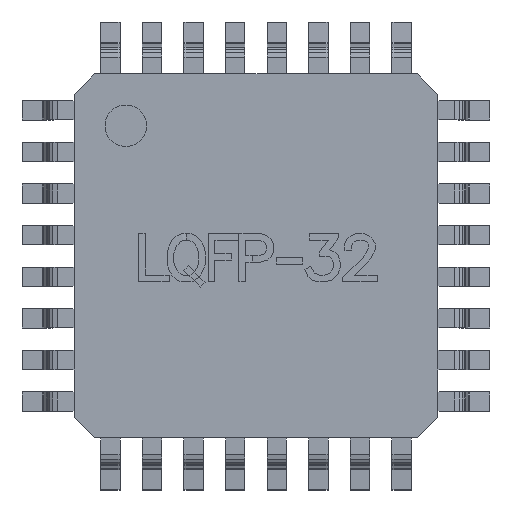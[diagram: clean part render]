
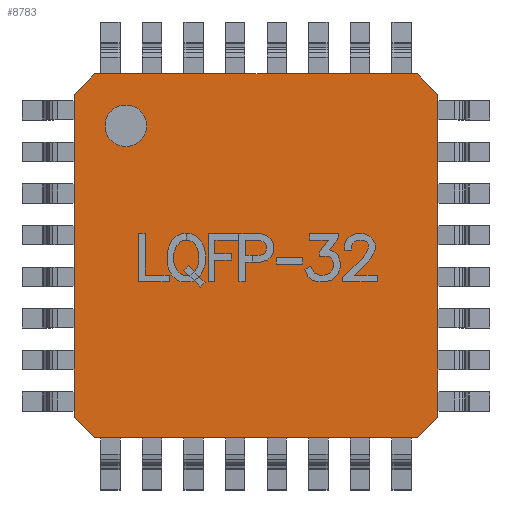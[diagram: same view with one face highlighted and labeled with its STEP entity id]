
A CAD part, top view. The second image highlights one B-rep face of the part: STEP entity #8783.
In plain terms, the highlighted planar face has unit normal (0, 0, 1).
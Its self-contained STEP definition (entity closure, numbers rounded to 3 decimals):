
#266 = DIRECTION ( 'NONE',  ( 0., 0., 1. ) ) ;
#306 = CARTESIAN_POINT ( 'NONE',  ( 3.5, 3.1, 1.55 ) ) ;
#381 = AXIS2_PLACEMENT_3D ( 'NONE', #3694, #266, #5383 ) ;
#466 = VERTEX_POINT ( 'NONE', #5473 ) ;
#572 = VERTEX_POINT ( 'NONE', #306 ) ;
#642 = CARTESIAN_POINT ( 'NONE',  ( -3.1, 3.5, 1.55 ) ) ;
#760 = DIRECTION ( 'NONE',  ( 0., 1., 0. ) ) ;
#1132 = VECTOR ( 'NONE', #760, 1000. ) ;
#1398 = EDGE_CURVE ( 'NONE', #8255, #466, #4032, .T. ) ;
#1411 = CARTESIAN_POINT ( 'NONE',  ( 3.1, -3.5, 1.55 ) ) ;
#2241 = CARTESIAN_POINT ( 'NONE',  ( -3.1, -3.5, 1.55 ) ) ;
#2450 = ORIENTED_EDGE ( 'NONE', *, *, #4710, .T. ) ;
#2732 = VECTOR ( 'NONE', #7707, 1000. ) ;
#3156 = CARTESIAN_POINT ( 'NONE',  ( -3.5, -3.1, 1.55 ) ) ;
#3694 = CARTESIAN_POINT ( 'NONE',  ( -3.1, -3.5, 1.55 ) ) ;
#4029 = ORIENTED_EDGE ( 'NONE', *, *, #1398, .T. ) ;
#4032 = LINE ( 'NONE', #6688, #9110 ) ;
#4043 = VERTEX_POINT ( 'NONE', #2241 ) ;
#4074 = DIRECTION ( 'NONE',  ( 1., 0., 0. ) ) ;
#4086 = DIRECTION ( 'NONE',  ( -0.707, 0.707, 0. ) ) ;
#4112 = EDGE_CURVE ( 'NONE', #572, #6286, #9744, .T. ) ;
#4122 = LINE ( 'NONE', #9279, #2732 ) ;
#4304 = ORIENTED_EDGE ( 'NONE', *, *, #9618, .F. ) ;
#4545 = PLANE ( 'NONE',  #381 ) ;
#4710 = EDGE_CURVE ( 'NONE', #10522, #4043, #4821, .T. ) ;
#4821 = LINE ( 'NONE', #9077, #6676 ) ;
#4835 = EDGE_CURVE ( 'NONE', #5499, #6286, #9866, .T. ) ;
#4875 = CARTESIAN_POINT ( 'NONE',  ( -3.1, 3.5, 1.55 ) ) ;
#5380 = EDGE_CURVE ( 'NONE', #8255, #4043, #10861, .T. ) ;
#5383 = DIRECTION ( 'NONE',  ( 1., 0., 0. ) ) ;
#5473 = CARTESIAN_POINT ( 'NONE',  ( 3.5, -3.1, 1.55 ) ) ;
#5499 = VERTEX_POINT ( 'NONE', #642 ) ;
#5546 = CARTESIAN_POINT ( 'NONE',  ( 3.1, -3.5, 1.55 ) ) ;
#5593 = EDGE_CURVE ( 'NONE', #572, #466, #4122, .T. ) ;
#5723 = LINE ( 'NONE', #7434, #1132 ) ;
#5951 = ORIENTED_EDGE ( 'NONE', *, *, #6459, .F. ) ;
#6286 = VERTEX_POINT ( 'NONE', #6445 ) ;
#6445 = CARTESIAN_POINT ( 'NONE',  ( 3.1, 3.5, 1.55 ) ) ;
#6459 = EDGE_CURVE ( 'NONE', #10522, #6809, #5723, .T. ) ;
#6676 = VECTOR ( 'NONE', #10456, 1000. ) ;
#6688 = CARTESIAN_POINT ( 'NONE',  ( 3.1, -3.5, 1.55 ) ) ;
#6809 = VERTEX_POINT ( 'NONE', #7103 ) ;
#7038 = ORIENTED_EDGE ( 'NONE', *, *, #4835, .F. ) ;
#7097 = LINE ( 'NONE', #10584, #9336 ) ;
#7103 = CARTESIAN_POINT ( 'NONE',  ( -3.5, 3.1, 1.55 ) ) ;
#7215 = VECTOR ( 'NONE', #8280, 1000. ) ;
#7371 = ORIENTED_EDGE ( 'NONE', *, *, #5380, .F. ) ;
#7434 = CARTESIAN_POINT ( 'NONE',  ( -3.5, -3.1, 1.55 ) ) ;
#7455 = ORIENTED_EDGE ( 'NONE', *, *, #5593, .F. ) ;
#7707 = DIRECTION ( 'NONE',  ( 0., -1., 0. ) ) ;
#8112 = VECTOR ( 'NONE', #4074, 1000. ) ;
#8255 = VERTEX_POINT ( 'NONE', #1411 ) ;
#8280 = DIRECTION ( 'NONE',  ( -1., 0., 0. ) ) ;
#8682 = FACE_OUTER_BOUND ( 'NONE', #10113, .T. ) ;
#8783 = ADVANCED_FACE ( 'NONE', ( #8682 ), #4545, .T. ) ;
#8832 = DIRECTION ( 'NONE',  ( 0.707, 0.707, 0. ) ) ;
#9077 = CARTESIAN_POINT ( 'NONE',  ( -3.5, -3.1, 1.55 ) ) ;
#9110 = VECTOR ( 'NONE', #9880, 1000. ) ;
#9279 = CARTESIAN_POINT ( 'NONE',  ( 3.5, 3.1, 1.55 ) ) ;
#9336 = VECTOR ( 'NONE', #8832, 1000. ) ;
#9618 = EDGE_CURVE ( 'NONE', #6809, #5499, #7097, .T. ) ;
#9744 = LINE ( 'NONE', #10775, #10161 ) ;
#9866 = LINE ( 'NONE', #4875, #8112 ) ;
#9880 = DIRECTION ( 'NONE',  ( 0.707, 0.707, 0. ) ) ;
#10113 = EDGE_LOOP ( 'NONE', ( #5951, #2450, #7371, #4029, #7455, #10163, #7038, #4304 ) ) ;
#10161 = VECTOR ( 'NONE', #4086, 1000. ) ;
#10163 = ORIENTED_EDGE ( 'NONE', *, *, #4112, .T. ) ;
#10456 = DIRECTION ( 'NONE',  ( 0.707, -0.707, 0. ) ) ;
#10522 = VERTEX_POINT ( 'NONE', #3156 ) ;
#10584 = CARTESIAN_POINT ( 'NONE',  ( -3.5, 3.1, 1.55 ) ) ;
#10775 = CARTESIAN_POINT ( 'NONE',  ( 3.5, 3.1, 1.55 ) ) ;
#10861 = LINE ( 'NONE', #5546, #7215 ) ;
